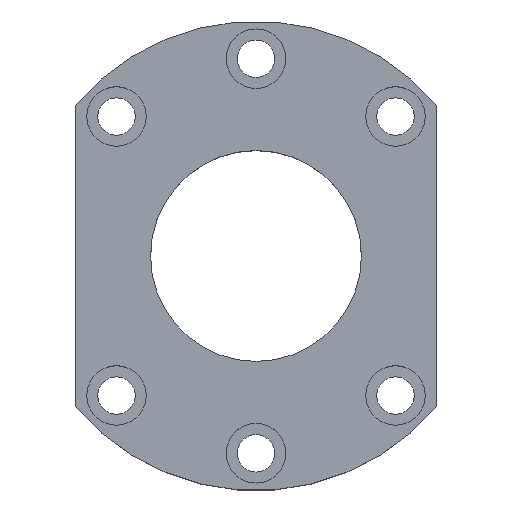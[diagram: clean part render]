
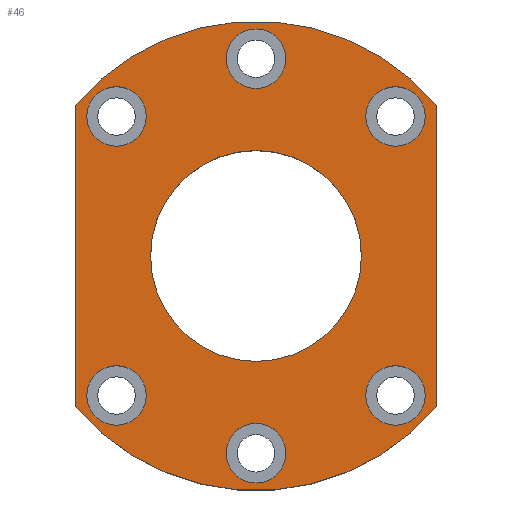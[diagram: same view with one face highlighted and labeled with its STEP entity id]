
A CAD part, top view. The second image highlights one B-rep face of the part: STEP entity #46.
In plain terms, the highlighted planar face has unit normal (0, 0, 1).
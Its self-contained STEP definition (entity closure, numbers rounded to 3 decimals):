
#1 = DIRECTION ( 'NONE',  ( 0., -1., 0. ) ) ;
#10 = DIRECTION ( 'NONE',  ( 1., 0., 0. ) ) ;
#14 = CIRCLE ( 'NONE', #108, 8.75 ) ;
#23 = ORIENTED_EDGE ( 'NONE', *, *, #342, .F. ) ;
#33 = VERTEX_POINT ( 'NONE', #735 ) ;
#37 = CIRCLE ( 'NONE', #520, 8.75 ) ;
#46 = ADVANCED_FACE ( 'NONE', ( #367, #425, #445, #488, #527, #572, #593, #617 ), #727, .F. ) ;
#47 = EDGE_CURVE ( 'NONE', #379, #379, #668, .T. ) ;
#56 = DIRECTION ( 'NONE',  ( 0., 0., 1. ) ) ;
#64 = AXIS2_PLACEMENT_3D ( 'NONE', #481, #403, #328 ) ;
#75 = CARTESIAN_POINT ( 'NONE',  ( -53., 44.181, 0. ) ) ;
#84 = DIRECTION ( 'NONE',  ( 0., 0., 1. ) ) ;
#85 = EDGE_CURVE ( 'NONE', #233, #233, #484, .T. ) ;
#92 = CARTESIAN_POINT ( 'NONE',  ( -32.262, -41.012, 0. ) ) ;
#102 = ORIENTED_EDGE ( 'NONE', *, *, #221, .F. ) ;
#108 = AXIS2_PLACEMENT_3D ( 'NONE', #386, #317, #239 ) ;
#122 = CARTESIAN_POINT ( 'NONE',  ( 53., 44.181, 0. ) ) ;
#124 = ORIENTED_EDGE ( 'NONE', *, *, #85, .F. ) ;
#138 = CARTESIAN_POINT ( 'NONE',  ( 31., 0., 0. ) ) ;
#139 = CARTESIAN_POINT ( 'NONE',  ( -41.012, 41.012, 0. ) ) ;
#146 = ORIENTED_EDGE ( 'NONE', *, *, #170, .T. ) ;
#156 = CARTESIAN_POINT ( 'NONE',  ( 8.75, -58., 0. ) ) ;
#157 = DIRECTION ( 'NONE',  ( 1., 0., 0. ) ) ;
#163 = LINE ( 'NONE', #75, #171 ) ;
#165 = VERTEX_POINT ( 'NONE', #630 ) ;
#170 = EDGE_CURVE ( 'NONE', #165, #511, #421, .T. ) ;
#171 = VECTOR ( 'NONE', #1, 1000. ) ;
#173 = CARTESIAN_POINT ( 'NONE',  ( 0., -58., 0. ) ) ;
#179 = VERTEX_POINT ( 'NONE', #92 ) ;
#183 = DIRECTION ( 'NONE',  ( 1., 0., 0. ) ) ;
#185 = ORIENTED_EDGE ( 'NONE', *, *, #380, .T. ) ;
#207 = EDGE_CURVE ( 'NONE', #211, #211, #309, .T. ) ;
#211 = VERTEX_POINT ( 'NONE', #138 ) ;
#221 = EDGE_CURVE ( 'NONE', #500, #500, #363, .T. ) ;
#225 = EDGE_CURVE ( 'NONE', #349, #349, #249, .T. ) ;
#233 = VERTEX_POINT ( 'NONE', #156 ) ;
#234 = DIRECTION ( 'NONE',  ( 0., 0., 1. ) ) ;
#239 = DIRECTION ( 'NONE',  ( 1., 0., 0. ) ) ;
#242 = AXIS2_PLACEMENT_3D ( 'NONE', #311, #234, #157 ) ;
#248 = DIRECTION ( 'NONE',  ( 1., 0., 0. ) ) ;
#249 = CIRCLE ( 'NONE', #535, 8.75 ) ;
#261 = DIRECTION ( 'NONE',  ( 0., 0., 1. ) ) ;
#268 = DIRECTION ( 'NONE',  ( 0., 1., 0. ) ) ;
#272 = CARTESIAN_POINT ( 'NONE',  ( 49.762, -41.012, 0. ) ) ;
#309 = CIRCLE ( 'NONE', #242, 31. ) ;
#310 = CARTESIAN_POINT ( 'NONE',  ( 8.75, 58., 0. ) ) ;
#311 = CARTESIAN_POINT ( 'NONE',  ( 0., 0., 0. ) ) ;
#317 = DIRECTION ( 'NONE',  ( 0., 0., 1. ) ) ;
#325 = DIRECTION ( 'NONE',  ( 0., 0., 1. ) ) ;
#328 = DIRECTION ( 'NONE',  ( 0., -1., 0. ) ) ;
#338 = CARTESIAN_POINT ( 'NONE',  ( -41.012, -41.012, 0. ) ) ;
#342 = EDGE_CURVE ( 'NONE', #33, #33, #14, .T. ) ;
#347 = CARTESIAN_POINT ( 'NONE',  ( 53., 44.181, 0. ) ) ;
#349 = VERTEX_POINT ( 'NONE', #272 ) ;
#354 = ORIENTED_EDGE ( 'NONE', *, *, #499, .F. ) ;
#363 = CIRCLE ( 'NONE', #493, 8.75 ) ;
#367 = FACE_BOUND ( 'NONE', #541, .T. ) ;
#372 = AXIS2_PLACEMENT_3D ( 'NONE', #545, #461, #381 ) ;
#379 = VERTEX_POINT ( 'NONE', #310 ) ;
#380 = EDGE_CURVE ( 'NONE', #755, #165, #163, .T. ) ;
#381 = DIRECTION ( 'NONE',  ( 0., -1., 0. ) ) ;
#386 = CARTESIAN_POINT ( 'NONE',  ( 41.012, 41.012, 0. ) ) ;
#399 = CARTESIAN_POINT ( 'NONE',  ( 0., 58., 0. ) ) ;
#403 = DIRECTION ( 'NONE',  ( 0., 0., 1. ) ) ;
#418 = LINE ( 'NONE', #347, #743 ) ;
#421 = CIRCLE ( 'NONE', #372, 69. ) ;
#422 = CARTESIAN_POINT ( 'NONE',  ( -32.262, 41.012, 0. ) ) ;
#425 = FACE_BOUND ( 'NONE', #470, .T. ) ;
#428 = ORIENTED_EDGE ( 'NONE', *, *, #207, .F. ) ;
#441 = VERTEX_POINT ( 'NONE', #122 ) ;
#445 = FACE_BOUND ( 'NONE', #450, .T. ) ;
#450 = EDGE_LOOP ( 'NONE', ( #23 ) ) ;
#461 = DIRECTION ( 'NONE',  ( 0., 0., 1. ) ) ;
#469 = AXIS2_PLACEMENT_3D ( 'NONE', #399, #325, #248 ) ;
#470 = EDGE_LOOP ( 'NONE', ( #575 ) ) ;
#478 = DIRECTION ( 'NONE',  ( 0., 1., 0. ) ) ;
#481 = CARTESIAN_POINT ( 'NONE',  ( 0., 0., 0. ) ) ;
#484 = CIRCLE ( 'NONE', #639, 8.75 ) ;
#488 = FACE_BOUND ( 'NONE', #533, .T. ) ;
#493 = AXIS2_PLACEMENT_3D ( 'NONE', #139, #56, #753 ) ;
#497 = CARTESIAN_POINT ( 'NONE',  ( -53., 44.181, 0. ) ) ;
#499 = EDGE_CURVE ( 'NONE', #179, #179, #37, .T. ) ;
#500 = VERTEX_POINT ( 'NONE', #422 ) ;
#502 = DIRECTION ( 'NONE',  ( 1., 0., 0. ) ) ;
#508 = AXIS2_PLACEMENT_3D ( 'NONE', #648, #557, #478 ) ;
#511 = VERTEX_POINT ( 'NONE', #620 ) ;
#520 = AXIS2_PLACEMENT_3D ( 'NONE', #338, #261, #183 ) ;
#527 = FACE_BOUND ( 'NONE', #612, .T. ) ;
#533 = EDGE_LOOP ( 'NONE', ( #742 ) ) ;
#535 = AXIS2_PLACEMENT_3D ( 'NONE', #672, #590, #502 ) ;
#541 = EDGE_LOOP ( 'NONE', ( #102 ) ) ;
#545 = CARTESIAN_POINT ( 'NONE',  ( 0., 0., 0. ) ) ;
#557 = DIRECTION ( 'NONE',  ( 0., 0., -1. ) ) ;
#572 = FACE_BOUND ( 'NONE', #737, .T. ) ;
#575 = ORIENTED_EDGE ( 'NONE', *, *, #47, .F. ) ;
#588 = EDGE_LOOP ( 'NONE', ( #596, #759, #185, #146 ) ) ;
#590 = DIRECTION ( 'NONE',  ( 0., 0., 1. ) ) ;
#592 = EDGE_LOOP ( 'NONE', ( #428 ) ) ;
#593 = FACE_BOUND ( 'NONE', #592, .T. ) ;
#596 = ORIENTED_EDGE ( 'NONE', *, *, #756, .T. ) ;
#612 = EDGE_LOOP ( 'NONE', ( #124 ) ) ;
#617 = FACE_OUTER_BOUND ( 'NONE', #588, .T. ) ;
#620 = CARTESIAN_POINT ( 'NONE',  ( 53., -44.181, 0. ) ) ;
#630 = CARTESIAN_POINT ( 'NONE',  ( -53., -44.181, 0. ) ) ;
#639 = AXIS2_PLACEMENT_3D ( 'NONE', #173, #84, #10 ) ;
#648 = CARTESIAN_POINT ( 'NONE',  ( 0., 69., 0. ) ) ;
#668 = CIRCLE ( 'NONE', #469, 8.75 ) ;
#672 = CARTESIAN_POINT ( 'NONE',  ( 41.012, -41.012, 0. ) ) ;
#693 = CIRCLE ( 'NONE', #64, 69. ) ;
#727 = PLANE ( 'NONE',  #508 ) ;
#735 = CARTESIAN_POINT ( 'NONE',  ( 49.762, 41.012, 0. ) ) ;
#737 = EDGE_LOOP ( 'NONE', ( #354 ) ) ;
#742 = ORIENTED_EDGE ( 'NONE', *, *, #225, .F. ) ;
#743 = VECTOR ( 'NONE', #268, 1000. ) ;
#753 = DIRECTION ( 'NONE',  ( 1., 0., 0. ) ) ;
#755 = VERTEX_POINT ( 'NONE', #497 ) ;
#756 = EDGE_CURVE ( 'NONE', #511, #441, #418, .T. ) ;
#759 = ORIENTED_EDGE ( 'NONE', *, *, #768, .T. ) ;
#768 = EDGE_CURVE ( 'NONE', #441, #755, #693, .T. ) ;
